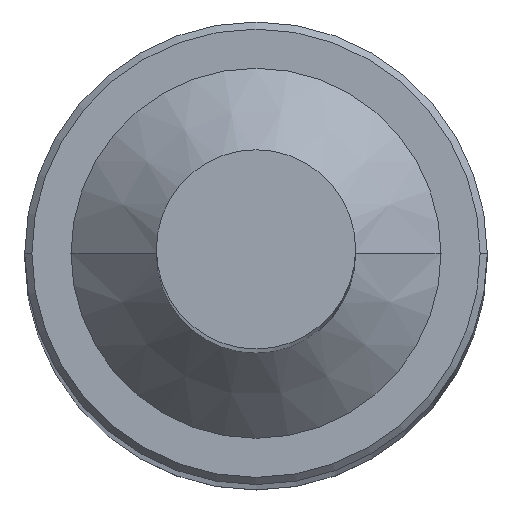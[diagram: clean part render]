
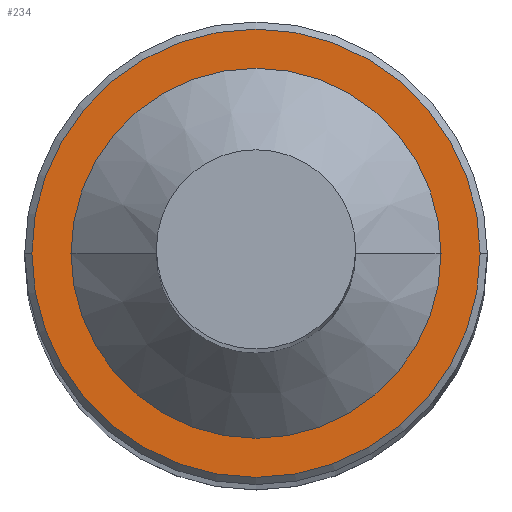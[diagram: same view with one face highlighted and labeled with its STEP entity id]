
A CAD part, top view. The second image highlights one B-rep face of the part: STEP entity #234.
In plain terms, the highlighted planar face has unit normal (0, 0, 1).
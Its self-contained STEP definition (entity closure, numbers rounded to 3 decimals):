
#6 = ORIENTED_EDGE ( 'NONE', *, *, #126, .T. ) ;
#23 = CIRCLE ( 'NONE', #120, 3.15 ) ;
#35 = CARTESIAN_POINT ( 'NONE',  ( 0., 0., 40. ) ) ;
#42 = EDGE_CURVE ( 'NONE', #360, #106, #52, .T. ) ;
#45 = VERTEX_POINT ( 'NONE', #378 ) ;
#52 = CIRCLE ( 'NONE', #392, 3.15 ) ;
#54 = EDGE_CURVE ( 'NONE', #45, #166, #472, .T. ) ;
#59 = CARTESIAN_POINT ( 'NONE',  ( 0., 0., 40. ) ) ;
#70 = AXIS2_PLACEMENT_3D ( 'NONE', #92, #132, #129 ) ;
#92 = CARTESIAN_POINT ( 'NONE',  ( 0., 0., 40. ) ) ;
#101 = EDGE_LOOP ( 'NONE', ( #552, #6 ) ) ;
#105 = CARTESIAN_POINT ( 'NONE',  ( -2.6, 0., 40. ) ) ;
#106 = VERTEX_POINT ( 'NONE', #238 ) ;
#110 = PLANE ( 'NONE',  #428 ) ;
#111 = DIRECTION ( 'NONE',  ( 1., 0., 0. ) ) ;
#120 = AXIS2_PLACEMENT_3D ( 'NONE', #539, #396, #485 ) ;
#126 = EDGE_CURVE ( 'NONE', #106, #360, #23, .T. ) ;
#129 = DIRECTION ( 'NONE',  ( 1., 0., 0. ) ) ;
#132 = DIRECTION ( 'NONE',  ( 0., 0., -1. ) ) ;
#166 = VERTEX_POINT ( 'NONE', #105 ) ;
#179 = CARTESIAN_POINT ( 'NONE',  ( 0., 0., 40. ) ) ;
#217 = DIRECTION ( 'NONE',  ( 1., 0., 0. ) ) ;
#234 = ADVANCED_FACE ( 'NONE', ( #354, #343 ), #110, .T. ) ;
#238 = CARTESIAN_POINT ( 'NONE',  ( 3.15, 0., 40. ) ) ;
#248 = ORIENTED_EDGE ( 'NONE', *, *, #363, .T. ) ;
#271 = EDGE_LOOP ( 'NONE', ( #248, #611 ) ) ;
#273 = DIRECTION ( 'NONE',  ( 0., 0., -1. ) ) ;
#278 = DIRECTION ( 'NONE',  ( 0., 0., 1. ) ) ;
#325 = DIRECTION ( 'NONE',  ( 1., 0., 0. ) ) ;
#343 = FACE_BOUND ( 'NONE', #271, .T. ) ;
#354 = FACE_OUTER_BOUND ( 'NONE', #101, .T. ) ;
#360 = VERTEX_POINT ( 'NONE', #517 ) ;
#363 = EDGE_CURVE ( 'NONE', #166, #45, #429, .T. ) ;
#378 = CARTESIAN_POINT ( 'NONE',  ( 2.6, 0., 40. ) ) ;
#392 = AXIS2_PLACEMENT_3D ( 'NONE', #35, #278, #325 ) ;
#396 = DIRECTION ( 'NONE',  ( 0., 0., 1. ) ) ;
#428 = AXIS2_PLACEMENT_3D ( 'NONE', #59, #511, #111 ) ;
#429 = CIRCLE ( 'NONE', #451, 2.6 ) ;
#451 = AXIS2_PLACEMENT_3D ( 'NONE', #179, #273, #217 ) ;
#472 = CIRCLE ( 'NONE', #70, 2.6 ) ;
#485 = DIRECTION ( 'NONE',  ( 1., 0., 0. ) ) ;
#511 = DIRECTION ( 'NONE',  ( 0., 0., 1. ) ) ;
#517 = CARTESIAN_POINT ( 'NONE',  ( -3.15, 0., 40. ) ) ;
#539 = CARTESIAN_POINT ( 'NONE',  ( 0., 0., 40. ) ) ;
#552 = ORIENTED_EDGE ( 'NONE', *, *, #42, .T. ) ;
#611 = ORIENTED_EDGE ( 'NONE', *, *, #54, .T. ) ;
